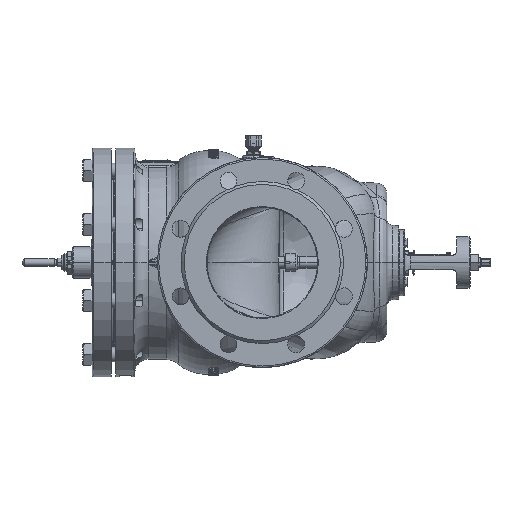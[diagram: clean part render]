
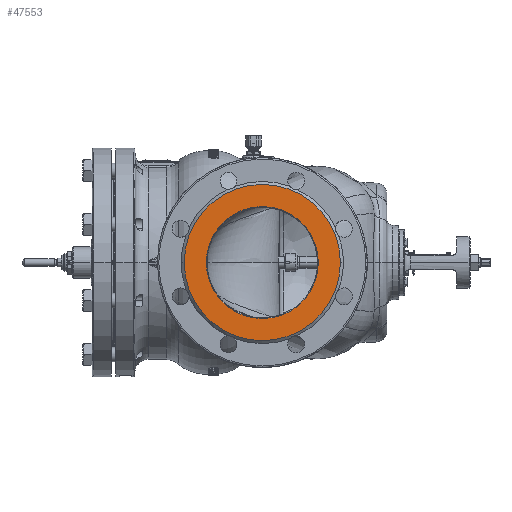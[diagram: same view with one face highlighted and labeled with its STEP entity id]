
A CAD part, left-side view. The second image highlights one B-rep face of the part: STEP entity #47553.
In plain terms, the highlighted planar face has unit normal (-1, 0, 0).
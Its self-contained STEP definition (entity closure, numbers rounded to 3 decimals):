
#434=CARTESIAN_POINT('',(-240.,0.,0.));
#435=DIRECTION('',(1.,0.,0.));
#436=DIRECTION('',(0.,1.,0.));
#437=AXIS2_PLACEMENT_3D('',#434,#435,#436);
#510=CARTESIAN_POINT('',(-240.,0.,0.));
#511=DIRECTION('',(1.,0.,0.));
#512=DIRECTION('',(0.,1.,0.));
#513=AXIS2_PLACEMENT_3D('',#510,#511,#512);
#18565=CARTESIAN_POINT('',(-240.,0.,0.));
#18566=DIRECTION('',(1.,0.,0.));
#18567=DIRECTION('',(0.,-1.,0.));
#18568=AXIS2_PLACEMENT_3D('',#18565,#18566,#18567);
#21284=CARTESIAN_POINT('',(-240.,0.,0.));
#21285=DIRECTION('',(1.,0.,0.));
#21286=DIRECTION('',(0.,-1.,0.));
#21287=AXIS2_PLACEMENT_3D('',#21284,#21285,#21286);
#41037=CARTESIAN_POINT('',(-240.,106.,0.));
#41038=CARTESIAN_POINT('',(-240.,-106.,0.));
#41039=VERTEX_POINT('',#41037);
#41040=VERTEX_POINT('',#41038);
#43295=CARTESIAN_POINT('',(-240.,-76.,0.));
#43296=CARTESIAN_POINT('',(-240.,76.,0.));
#43297=VERTEX_POINT('',#43295);
#43298=VERTEX_POINT('',#43296);
#47537=CARTESIAN_POINT('',(-240.,0.,0.));
#47538=DIRECTION('',(1.,0.,0.));
#47539=DIRECTION('',(0.,-1.,0.));
#47540=AXIS2_PLACEMENT_3D('',#47537,#47538,#47539);
#47541=PLANE('',#47540);
#47543=ORIENTED_EDGE('',*,*,#47542,.T.);
#47545=ORIENTED_EDGE('',*,*,#47544,.T.);
#47546=EDGE_LOOP('',(#47543,#47545));
#47547=FACE_OUTER_BOUND('',#47546,.F.);
#47549=ORIENTED_EDGE('',*,*,#47548,.F.);
#47550=ORIENTED_EDGE('',*,*,#47519,.F.);
#47551=EDGE_LOOP('',(#47549,#47550));
#47552=FACE_BOUND('',#47551,.F.);
#438=CIRCLE('',#437,76.);
#514=CIRCLE('',#513,106.);
#18569=CIRCLE('',#18568,76.);
#21288=CIRCLE('',#21287,106.);
#47519=EDGE_CURVE('',#43298,#43297,#438,.T.);
#47542=EDGE_CURVE('',#41039,#41040,#514,.T.);
#47544=EDGE_CURVE('',#41040,#41039,#21288,.T.);
#47548=EDGE_CURVE('',#43297,#43298,#18569,.T.);
#47553=ADVANCED_FACE('',(#47547,#47552),#47541,.F.);
